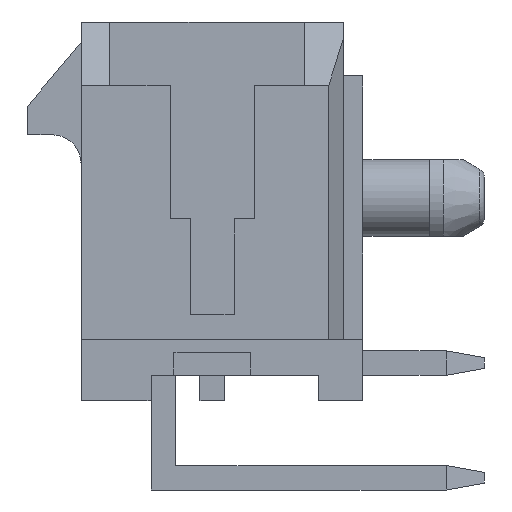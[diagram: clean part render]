
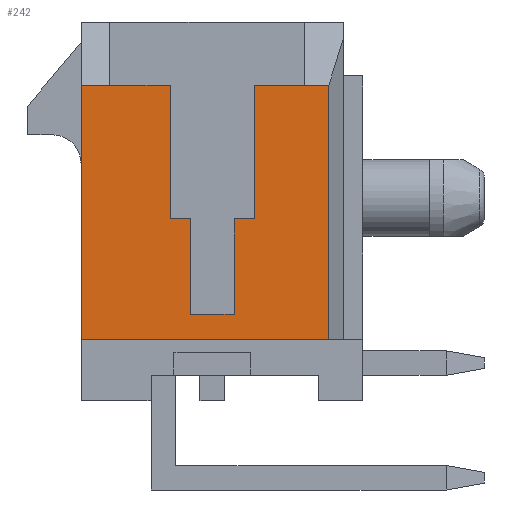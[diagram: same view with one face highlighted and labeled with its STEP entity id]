
A CAD part, left-side view. The second image highlights one B-rep face of the part: STEP entity #242.
In plain terms, the highlighted planar face has unit normal (-1, 0, 0).
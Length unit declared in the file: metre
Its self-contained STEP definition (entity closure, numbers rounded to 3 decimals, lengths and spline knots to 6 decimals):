
#242 = ADVANCED_FACE( '', ( #1046 ), #1047, .F. );
#1046 = FACE_OUTER_BOUND( '', #2284, .T. );
#1047 = PLANE( '', #2285 );
#2284 = EDGE_LOOP( '', ( #4806, #4807, #4808, #4809, #4810, #4811, #4812, #4813, #4814, #4815, #4816, #4817, #4818, #4819 ) );
#2285 = AXIS2_PLACEMENT_3D( '', #4820, #4821, #4822 );
#4806 = ORIENTED_EDGE( '', *, *, #8904, .T. );
#4807 = ORIENTED_EDGE( '', *, *, #8892, .T. );
#4808 = ORIENTED_EDGE( '', *, *, #8905, .T. );
#4809 = ORIENTED_EDGE( '', *, *, #8251, .T. );
#4810 = ORIENTED_EDGE( '', *, *, #8906, .T. );
#4811 = ORIENTED_EDGE( '', *, *, #8662, .F. );
#4812 = ORIENTED_EDGE( '', *, *, #8593, .T. );
#4813 = ORIENTED_EDGE( '', *, *, #8907, .F. );
#4814 = ORIENTED_EDGE( '', *, *, #8060, .F. );
#4815 = ORIENTED_EDGE( '', *, *, #8555, .F. );
#4816 = ORIENTED_EDGE( '', *, *, #8656, .F. );
#4817 = ORIENTED_EDGE( '', *, *, #8908, .F. );
#4818 = ORIENTED_EDGE( '', *, *, #8909, .T. );
#4819 = ORIENTED_EDGE( '', *, *, #7978, .T. );
#4820 = CARTESIAN_POINT( '', ( -0.012325, 0., 0. ) );
#4821 = DIRECTION( '', ( 1., 0., 0. ) );
#4822 = DIRECTION( '', ( 0., 1., 0. ) );
#7978 = EDGE_CURVE( '', #9496, #9500, #9502, .T. );
#8060 = EDGE_CURVE( '', #9662, #9664, #9665, .T. );
#8251 = EDGE_CURVE( '', #10036, #10033, #10037, .T. );
#8555 = EDGE_CURVE( '', #10590, #9662, #10592, .T. );
#8593 = EDGE_CURVE( '', #10657, #10655, #10658, .T. );
#8656 = EDGE_CURVE( '', #10763, #10590, #10765, .T. );
#8662 = EDGE_CURVE( '', #10657, #10770, #10774, .T. );
#8892 = EDGE_CURVE( '', #11152, #11153, #11154, .T. );
#8904 = EDGE_CURVE( '', #9500, #11152, #11171, .T. );
#8905 = EDGE_CURVE( '', #11153, #10036, #11172, .T. );
#8906 = EDGE_CURVE( '', #10033, #10770, #11173, .T. );
#8907 = EDGE_CURVE( '', #9664, #10655, #11174, .T. );
#8908 = EDGE_CURVE( '', #11175, #10763, #11176, .T. );
#8909 = EDGE_CURVE( '', #11175, #9496, #11177, .T. );
#9496 = VERTEX_POINT( '', #11967 );
#9500 = VERTEX_POINT( '', #11973 );
#9502 = LINE( '', #11976, #11977 );
#9662 = VERTEX_POINT( '', #12226 );
#9664 = VERTEX_POINT( '', #12229 );
#9665 = LINE( '', #12230, #12231 );
#10033 = VERTEX_POINT( '', #12782 );
#10036 = VERTEX_POINT( '', #12786 );
#10037 = LINE( '', #12787, #12788 );
#10590 = VERTEX_POINT( '', #13652 );
#10592 = LINE( '', #13655, #13656 );
#10655 = VERTEX_POINT( '', #13749 );
#10657 = VERTEX_POINT( '', #13752 );
#10658 = LINE( '', #13753, #13754 );
#10763 = VERTEX_POINT( '', #13919 );
#10765 = LINE( '', #13922, #13923 );
#10770 = VERTEX_POINT( '', #13931 );
#10774 = LINE( '', #13937, #13938 );
#11152 = VERTEX_POINT( '', #14544 );
#11153 = VERTEX_POINT( '', #14545 );
#11154 = LINE( '', #14546, #14547 );
#11171 = LINE( '', #14575, #14576 );
#11172 = LINE( '', #14577, #14578 );
#11173 = LINE( '', #14579, #14580 );
#11174 = LINE( '', #14581, #14582 );
#11175 = VERTEX_POINT( '', #14583 );
#11176 = LINE( '', #14584, #14585 );
#11177 = LINE( '', #14586, #14587 );
#11967 = CARTESIAN_POINT( '', ( -0.012325, -0.0011, 0.003305 ) );
#11973 = CARTESIAN_POINT( '', ( -0.012325, -0.0011, -0.000195 ) );
#11976 = CARTESIAN_POINT( '', ( -0.012325, -0.0011, 0.003305 ) );
#11977 = VECTOR( '', #15975, 1. );
#12226 = CARTESIAN_POINT( '', ( -0.012325, 0.00343, -0.003355 ) );
#12229 = CARTESIAN_POINT( '', ( -0.012325, 0.00343, 0.003305 ) );
#12230 = CARTESIAN_POINT( '', ( -0.012325, 0.00343, -0.003355 ) );
#12231 = VECTOR( '', #16056, 1. );
#12782 = CARTESIAN_POINT( '', ( -0.012325, 0.000575, -0.000195 ) );
#12786 = CARTESIAN_POINT( '', ( -0.012325, 0.000575, -0.002695 ) );
#12787 = CARTESIAN_POINT( '', ( -0.012325, 0.000575, -0.002695 ) );
#12788 = VECTOR( '', #16259, 1. );
#13652 = CARTESIAN_POINT( '', ( -0.012325, -0.00305, -0.003355 ) );
#13655 = CARTESIAN_POINT( '', ( -0.012325, -0.00305, -0.003355 ) );
#13656 = VECTOR( '', #16562, 1. );
#13749 = CARTESIAN_POINT( '', ( -0.012325, 0.00268, 0.003305 ) );
#13752 = CARTESIAN_POINT( '', ( -0.012325, 0.0011, 0.003305 ) );
#13753 = CARTESIAN_POINT( '', ( -0.012325, 0.0011, 0.003305 ) );
#13754 = VECTOR( '', #16612, 1. );
#13919 = CARTESIAN_POINT( '', ( -0.012325, -0.00305, 0.003305 ) );
#13922 = CARTESIAN_POINT( '', ( -0.012325, -0.00305, 0.003305 ) );
#13923 = VECTOR( '', #16677, 1. );
#13931 = CARTESIAN_POINT( '', ( -0.012325, 0.0011, -0.000195 ) );
#13937 = CARTESIAN_POINT( '', ( -0.012325, 0.0011, 0.003305 ) );
#13938 = VECTOR( '', #16682, 1. );
#14544 = CARTESIAN_POINT( '', ( -0.012325, -0.000575, -0.000195 ) );
#14545 = CARTESIAN_POINT( '', ( -0.012325, -0.000575, -0.002695 ) );
#14546 = CARTESIAN_POINT( '', ( -0.012325, -0.000575, -0.000195 ) );
#14547 = VECTOR( '', #16910, 1. );
#14575 = CARTESIAN_POINT( '', ( -0.012325, -0.0011, -0.000195 ) );
#14576 = VECTOR( '', #16922, 1. );
#14577 = CARTESIAN_POINT( '', ( -0.012325, -0.000575, -0.002695 ) );
#14578 = VECTOR( '', #16923, 1. );
#14579 = CARTESIAN_POINT( '', ( -0.012325, 0.000575, -0.000195 ) );
#14580 = VECTOR( '', #16924, 1. );
#14581 = CARTESIAN_POINT( '', ( -0.012325, 0.00343, 0.003305 ) );
#14582 = VECTOR( '', #16925, 1. );
#14583 = CARTESIAN_POINT( '', ( -0.012325, -0.00241, 0.003305 ) );
#14584 = CARTESIAN_POINT( '', ( -0.012325, -0.00241, 0.003305 ) );
#14585 = VECTOR( '', #16926, 1. );
#14586 = CARTESIAN_POINT( '', ( -0.012325, -0.00241, 0.003305 ) );
#14587 = VECTOR( '', #16927, 1. );
#15975 = DIRECTION( '', ( 0., 0., -1. ) );
#16056 = DIRECTION( '', ( 0., 0., 1. ) );
#16259 = DIRECTION( '', ( 0., 0., 1. ) );
#16562 = DIRECTION( '', ( 0., 1., 0. ) );
#16612 = DIRECTION( '', ( 0., 1., 0. ) );
#16677 = DIRECTION( '', ( 0., 0., -1. ) );
#16682 = DIRECTION( '', ( 0., 0., -1. ) );
#16910 = DIRECTION( '', ( 0., 0., -1. ) );
#16922 = DIRECTION( '', ( 0., 1., 0. ) );
#16923 = DIRECTION( '', ( 0., 1., 0. ) );
#16924 = DIRECTION( '', ( 0., 1., 0. ) );
#16925 = DIRECTION( '', ( 0., -1., 0. ) );
#16926 = DIRECTION( '', ( 0., -1., 0. ) );
#16927 = DIRECTION( '', ( 0., 1., 0. ) );
